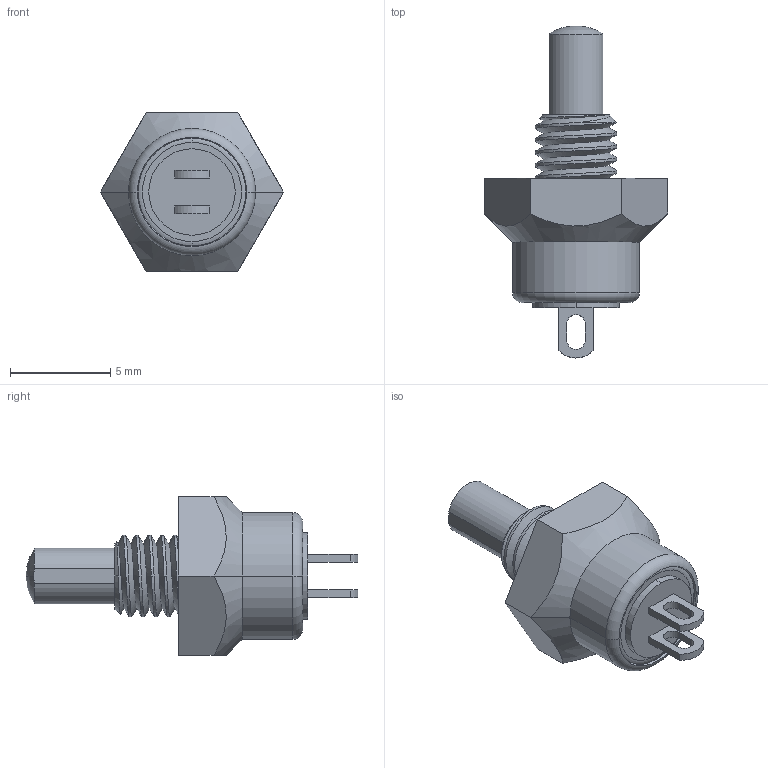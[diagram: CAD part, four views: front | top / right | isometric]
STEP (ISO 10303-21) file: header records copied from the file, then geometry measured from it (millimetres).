
FILE_DESCRIPTION((''),'2;1');
FILE_NAME('39-351','2017-03-06T',('sbuenzli'),(''),'PRO/ENGINEER BY PARAMETRIC TECHNOLOGY CORPORATION, 2016100','PRO/ENGINEER BY PARAMETRIC TECHNOLOGY CORPORATION, 2016100','');
FILE_SCHEMA(('CONFIG_CONTROL_DESIGN'));
Length unit declared in the file: inch
Products named in the file (1): 39-351
Bounding box: 9.15 x 16.59 x 7.92 mm (x, y, z)
Surface area: 415.2 mm2 (no closed solid volume)
Topology: 0 solids, 6 shells, 69 faces, 185 edges, 124 vertices
Faces by surface type: plane 29, cylinder 24, cone 6, torus 4, bspline 4, sphere 2
Entity records: 3375 total; most frequent: CARTESIAN_POINT 1654, ORIENTED_EDGE 341, DIRECTION 331, EDGE_CURVE 183, VERTEX_POINT 124, AXIS2_PLACEMENT_3D 118, VECTOR 95, LINE 95
